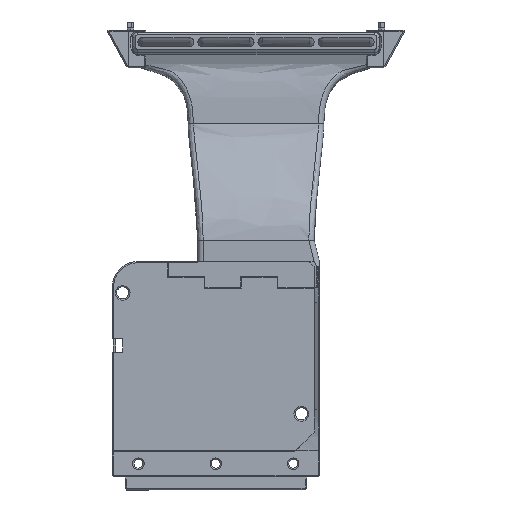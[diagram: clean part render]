
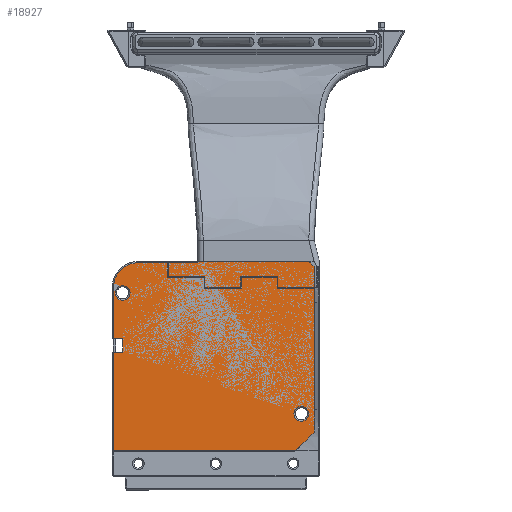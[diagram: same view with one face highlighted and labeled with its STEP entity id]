
A CAD part, left-side view. The second image highlights one B-rep face of the part: STEP entity #18927.
In plain terms, the highlighted planar face has unit normal (-1, 0, 0).
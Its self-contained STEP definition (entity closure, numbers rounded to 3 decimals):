
#301=FACE_BOUND('',#2984,.T.);
#302=FACE_BOUND('',#2985,.T.);
#1295=CIRCLE('',#20103,2.8);
#1296=CIRCLE('',#20105,9.5);
#1297=CIRCLE('',#20106,2.8);
#1838=FACE_OUTER_BOUND('',#2983,.T.);
#2983=EDGE_LOOP('',(#12793,#12794,#12795,#12796,#12797,#12798,#12799,#12800,
#12801,#12802,#12803,#12804,#12805,#12806,#12807,#12808));
#2984=EDGE_LOOP('',(#12809));
#2985=EDGE_LOOP('',(#12810));
#4248=LINE('',#26862,#6092);
#4263=LINE('',#26894,#6107);
#4264=LINE('',#26896,#6108);
#4265=LINE('',#26898,#6109);
#4266=LINE('',#26900,#6110);
#4267=LINE('',#26902,#6111);
#4268=LINE('',#26904,#6112);
#4269=LINE('',#26906,#6113);
#4270=LINE('',#26908,#6114);
#4271=LINE('',#26910,#6115);
#4272=LINE('',#26912,#6116);
#4273=LINE('',#26914,#6117);
#4274=LINE('',#26918,#6118);
#4275=LINE('',#26920,#6119);
#4276=LINE('',#26921,#6120);
#6092=VECTOR('',#21738,10.);
#6107=VECTOR('',#21765,10.);
#6108=VECTOR('',#21766,10.);
#6109=VECTOR('',#21767,10.);
#6110=VECTOR('',#21768,10.);
#6111=VECTOR('',#21769,10.);
#6112=VECTOR('',#21770,10.);
#6113=VECTOR('',#21771,10.);
#6114=VECTOR('',#21772,10.);
#6115=VECTOR('',#21773,10.);
#6116=VECTOR('',#21774,10.);
#6117=VECTOR('',#21775,10.);
#6118=VECTOR('',#21778,10.);
#6119=VECTOR('',#21779,10.);
#6120=VECTOR('',#21780,10.);
#7919=VERTEX_POINT('',#26859);
#7920=VERTEX_POINT('',#26861);
#7930=VERTEX_POINT('',#26889);
#7931=VERTEX_POINT('',#26893);
#7932=VERTEX_POINT('',#26895);
#7933=VERTEX_POINT('',#26897);
#7934=VERTEX_POINT('',#26899);
#7935=VERTEX_POINT('',#26901);
#7936=VERTEX_POINT('',#26903);
#7937=VERTEX_POINT('',#26905);
#7938=VERTEX_POINT('',#26907);
#7939=VERTEX_POINT('',#26909);
#7940=VERTEX_POINT('',#26911);
#7941=VERTEX_POINT('',#26913);
#7942=VERTEX_POINT('',#26915);
#7943=VERTEX_POINT('',#26917);
#7944=VERTEX_POINT('',#26919);
#7945=VERTEX_POINT('',#26922);
#9757=EDGE_CURVE('',#7920,#7919,#4248,.T.);
#9771=EDGE_CURVE('',#7930,#7930,#1295,.T.);
#9773=EDGE_CURVE('',#7931,#7919,#4263,.T.);
#9774=EDGE_CURVE('',#7931,#7932,#4264,.T.);
#9775=EDGE_CURVE('',#7932,#7933,#4265,.T.);
#9776=EDGE_CURVE('',#7933,#7934,#4266,.T.);
#9777=EDGE_CURVE('',#7934,#7935,#4267,.T.);
#9778=EDGE_CURVE('',#7935,#7936,#4268,.T.);
#9779=EDGE_CURVE('',#7936,#7937,#4269,.T.);
#9780=EDGE_CURVE('',#7937,#7938,#4270,.T.);
#9781=EDGE_CURVE('',#7938,#7939,#4271,.T.);
#9782=EDGE_CURVE('',#7940,#7939,#4272,.T.);
#9783=EDGE_CURVE('',#7941,#7940,#4273,.T.);
#9784=EDGE_CURVE('',#7942,#7941,#1296,.T.);
#9785=EDGE_CURVE('',#7943,#7942,#4274,.T.);
#9786=EDGE_CURVE('',#7943,#7944,#4275,.T.);
#9787=EDGE_CURVE('',#7944,#7920,#4276,.T.);
#9788=EDGE_CURVE('',#7945,#7945,#1297,.T.);
#12793=ORIENTED_EDGE('',*,*,#9773,.F.);
#12794=ORIENTED_EDGE('',*,*,#9774,.T.);
#12795=ORIENTED_EDGE('',*,*,#9775,.T.);
#12796=ORIENTED_EDGE('',*,*,#9776,.T.);
#12797=ORIENTED_EDGE('',*,*,#9777,.T.);
#12798=ORIENTED_EDGE('',*,*,#9778,.T.);
#12799=ORIENTED_EDGE('',*,*,#9779,.T.);
#12800=ORIENTED_EDGE('',*,*,#9780,.T.);
#12801=ORIENTED_EDGE('',*,*,#9781,.T.);
#12802=ORIENTED_EDGE('',*,*,#9782,.F.);
#12803=ORIENTED_EDGE('',*,*,#9783,.F.);
#12804=ORIENTED_EDGE('',*,*,#9784,.F.);
#12805=ORIENTED_EDGE('',*,*,#9785,.F.);
#12806=ORIENTED_EDGE('',*,*,#9786,.T.);
#12807=ORIENTED_EDGE('',*,*,#9787,.T.);
#12808=ORIENTED_EDGE('',*,*,#9757,.T.);
#12809=ORIENTED_EDGE('',*,*,#9788,.F.);
#12810=ORIENTED_EDGE('',*,*,#9771,.F.);
#18244=PLANE('',#20104);
#18927=ADVANCED_FACE('',(#1838,#301,#302),#18244,.F.);
#20103=AXIS2_PLACEMENT_3D('',#26890,#21760,#21761);
#20104=AXIS2_PLACEMENT_3D('',#26892,#21763,#21764);
#20105=AXIS2_PLACEMENT_3D('',#26916,#21776,#21777);
#20106=AXIS2_PLACEMENT_3D('',#26923,#21781,#21782);
#21738=DIRECTION('',(0.,1.,0.));
#21760=DIRECTION('center_axis',(-1.,0.,0.));
#21761=DIRECTION('ref_axis',(0.,1.,0.));
#21763=DIRECTION('center_axis',(1.,0.,0.));
#21764=DIRECTION('ref_axis',(0.,1.,0.));
#21765=DIRECTION('',(0.,0.,1.));
#21766=DIRECTION('',(0.,-1.,0.));
#21767=DIRECTION('',(0.,-0.707,0.707));
#21768=DIRECTION('',(0.,0.,1.));
#21769=DIRECTION('',(0.,0.707,0.707));
#21770=DIRECTION('',(0.,0.,1.));
#21771=DIRECTION('',(0.,1.,0.));
#21772=DIRECTION('',(0.,0.,-1.));
#21773=DIRECTION('',(0.,1.,0.));
#21774=DIRECTION('',(0.,0.,1.));
#21775=DIRECTION('',(0.,-1.,0.));
#21776=DIRECTION('center_axis',(1.,0.,0.));
#21777=DIRECTION('ref_axis',(0.,1.,0.));
#21778=DIRECTION('',(0.,0.,1.));
#21779=DIRECTION('',(0.,-1.,0.));
#21780=DIRECTION('',(0.,0.,-1.));
#21781=DIRECTION('center_axis',(-1.,0.,0.));
#21782=DIRECTION('ref_axis',(0.,1.,0.));
#26859=CARTESIAN_POINT('',(225.,138.75,110.5));
#26861=CARTESIAN_POINT('',(225.,135.25,110.5));
#26862=CARTESIAN_POINT('',(225.,120.025,110.5));
#26889=CARTESIAN_POINT('',(225.,64.45,87.));
#26890=CARTESIAN_POINT('Origin',(225.,67.25,87.));
#26892=CARTESIAN_POINT('Origin',(225.,100.8,113.));
#26893=CARTESIAN_POINT('',(225.,138.75,73.));
#26894=CARTESIAN_POINT('',(225.,138.75,124.));
#26895=CARTESIAN_POINT('',(225.,69.35,73.));
#26896=CARTESIAN_POINT('',(225.,62.35,73.));
#26897=CARTESIAN_POINT('',(225.,62.35,80.));
#26898=CARTESIAN_POINT('',(225.,65.463,76.887));
#26899=CARTESIAN_POINT('',(225.,62.35,143.));
#26900=CARTESIAN_POINT('',(225.,62.35,145.));
#26901=CARTESIAN_POINT('',(225.,64.35,145.));
#26902=CARTESIAN_POINT('',(225.,64.963,145.612));
#26903=CARTESIAN_POINT('',(225.,64.35,153.));
#26904=CARTESIAN_POINT('',(225.,64.35,133.));
#26905=CARTESIAN_POINT('',(225.,104.65,153.));
#26906=CARTESIAN_POINT('',(225.,62.35,153.));
#26907=CARTESIAN_POINT('',(225.,104.65,145.));
#26908=CARTESIAN_POINT('',(225.,104.65,129.));
#26909=CARTESIAN_POINT('',(225.,106.65,145.));
#26910=CARTESIAN_POINT('',(225.,103.725,145.));
#26911=CARTESIAN_POINT('',(225.,106.65,144.5));
#26912=CARTESIAN_POINT('',(225.,106.65,133.));
#26913=CARTESIAN_POINT('',(225.,129.25,144.5));
#26914=CARTESIAN_POINT('',(225.,103.725,144.5));
#26915=CARTESIAN_POINT('',(225.,138.75,135.));
#26916=CARTESIAN_POINT('Origin',(225.,129.25,135.));
#26917=CARTESIAN_POINT('',(225.,138.75,115.5));
#26918=CARTESIAN_POINT('',(225.,138.75,124.));
#26919=CARTESIAN_POINT('',(225.,135.25,115.5));
#26920=CARTESIAN_POINT('',(225.,120.025,115.5));
#26921=CARTESIAN_POINT('',(225.,135.25,113.));
#26922=CARTESIAN_POINT('',(225.,132.45,133.));
#26923=CARTESIAN_POINT('Origin',(225.,135.25,133.));
